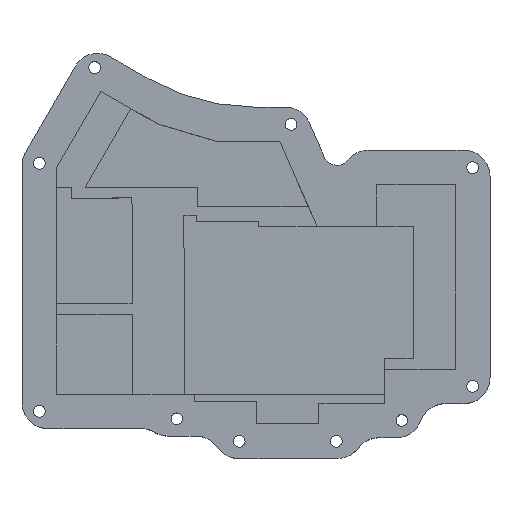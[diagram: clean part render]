
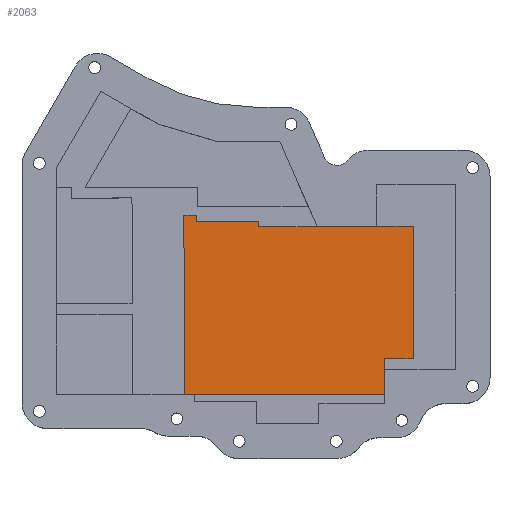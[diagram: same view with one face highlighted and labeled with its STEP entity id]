
A CAD part, top view. The second image highlights one B-rep face of the part: STEP entity #2063.
In plain terms, the highlighted planar face has unit normal (0, 0, 1).
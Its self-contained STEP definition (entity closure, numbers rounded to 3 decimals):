
#186=FACE_OUTER_BOUND('',#299,.T.);
#299=EDGE_LOOP('',(#1433,#1434,#1435,#1436,#1437,#1438,#1439,#1440,#1441,
#1442,#1443,#1444));
#450=LINE('',#3018,#669);
#453=LINE('',#3024,#672);
#456=LINE('',#3030,#675);
#459=LINE('',#3036,#678);
#462=LINE('',#3042,#681);
#466=LINE('',#3051,#685);
#469=LINE('',#3057,#688);
#472=LINE('',#3063,#691);
#474=LINE('',#3067,#693);
#475=LINE('',#3068,#694);
#476=LINE('',#3070,#695);
#477=LINE('',#3071,#696);
#669=VECTOR('',#2406,10.);
#672=VECTOR('',#2411,10.);
#675=VECTOR('',#2416,10.);
#678=VECTOR('',#2421,10.);
#681=VECTOR('',#2426,10.);
#685=VECTOR('',#2432,10.);
#688=VECTOR('',#2437,10.);
#691=VECTOR('',#2442,10.);
#693=VECTOR('',#2446,10.);
#694=VECTOR('',#2447,10.);
#695=VECTOR('',#2448,10.);
#696=VECTOR('',#2449,10.);
#882=VERTEX_POINT('',#3015);
#883=VERTEX_POINT('',#3017);
#885=VERTEX_POINT('',#3023);
#887=VERTEX_POINT('',#3029);
#889=VERTEX_POINT('',#3035);
#891=VERTEX_POINT('',#3041);
#894=VERTEX_POINT('',#3048);
#895=VERTEX_POINT('',#3050);
#897=VERTEX_POINT('',#3056);
#899=VERTEX_POINT('',#3062);
#900=VERTEX_POINT('',#3066);
#901=VERTEX_POINT('',#3069);
#1089=EDGE_CURVE('',#883,#882,#450,.T.);
#1092=EDGE_CURVE('',#885,#883,#453,.T.);
#1095=EDGE_CURVE('',#887,#885,#456,.T.);
#1098=EDGE_CURVE('',#889,#887,#459,.T.);
#1101=EDGE_CURVE('',#891,#889,#462,.T.);
#1105=EDGE_CURVE('',#895,#894,#466,.T.);
#1108=EDGE_CURVE('',#897,#895,#469,.T.);
#1111=EDGE_CURVE('',#899,#897,#472,.T.);
#1113=EDGE_CURVE('',#882,#900,#474,.T.);
#1114=EDGE_CURVE('',#900,#899,#475,.T.);
#1115=EDGE_CURVE('',#894,#901,#476,.T.);
#1116=EDGE_CURVE('',#901,#891,#477,.T.);
#1433=ORIENTED_EDGE('',*,*,#1113,.T.);
#1434=ORIENTED_EDGE('',*,*,#1114,.T.);
#1435=ORIENTED_EDGE('',*,*,#1111,.T.);
#1436=ORIENTED_EDGE('',*,*,#1108,.T.);
#1437=ORIENTED_EDGE('',*,*,#1105,.T.);
#1438=ORIENTED_EDGE('',*,*,#1115,.T.);
#1439=ORIENTED_EDGE('',*,*,#1116,.T.);
#1440=ORIENTED_EDGE('',*,*,#1101,.T.);
#1441=ORIENTED_EDGE('',*,*,#1098,.T.);
#1442=ORIENTED_EDGE('',*,*,#1095,.T.);
#1443=ORIENTED_EDGE('',*,*,#1092,.T.);
#1444=ORIENTED_EDGE('',*,*,#1089,.T.);
#1991=PLANE('',#2190);
#2063=ADVANCED_FACE('',(#186),#1991,.T.);
#2190=AXIS2_PLACEMENT_3D('',#3065,#2444,#2445);
#2406=DIRECTION('',(0.003,-1.,0.));
#2411=DIRECTION('',(-1.,-0.003,0.));
#2416=DIRECTION('',(-0.003,1.,0.));
#2421=DIRECTION('',(-1.,-0.003,0.));
#2426=DIRECTION('',(-0.003,1.,0.));
#2432=DIRECTION('',(-1.,0.,0.));
#2437=DIRECTION('',(0.,1.,0.));
#2442=DIRECTION('',(1.,0.,0.));
#2444=DIRECTION('center_axis',(0.,0.,1.));
#2445=DIRECTION('ref_axis',(1.,0.,0.));
#2446=DIRECTION('',(1.,0.,0.));
#2447=DIRECTION('',(0.,1.,0.));
#2448=DIRECTION('',(0.,-1.,0.));
#2449=DIRECTION('',(-1.,-0.003,0.));
#3015=CARTESIAN_POINT('',(68.298,40.392,-0.49));
#3017=CARTESIAN_POINT('',(68.127,92.186,-0.49));
#3018=CARTESIAN_POINT('',(68.298,40.392,-0.49));
#3023=CARTESIAN_POINT('',(71.698,92.198,-0.49));
#3024=CARTESIAN_POINT('',(71.698,92.198,-0.49));
#3029=CARTESIAN_POINT('',(71.705,90.198,-0.49));
#3030=CARTESIAN_POINT('',(71.705,90.198,-0.49));
#3035=CARTESIAN_POINT('',(89.705,90.257,-0.49));
#3036=CARTESIAN_POINT('',(89.705,90.257,-0.49));
#3041=CARTESIAN_POINT('',(89.71,88.757,-0.49));
#3042=CARTESIAN_POINT('',(89.71,88.757,-0.49));
#3048=CARTESIAN_POINT('',(123.943,88.901,-0.49));
#3050=CARTESIAN_POINT('',(134.431,88.901,-0.49));
#3051=CARTESIAN_POINT('',(123.943,88.901,-0.49));
#3056=CARTESIAN_POINT('',(134.431,50.604,-0.49));
#3057=CARTESIAN_POINT('',(134.431,88.901,-0.49));
#3062=CARTESIAN_POINT('',(126.182,50.604,-0.49));
#3063=CARTESIAN_POINT('',(134.431,50.604,-0.49));
#3065=CARTESIAN_POINT('Origin',(101.279,66.295,-0.49));
#3066=CARTESIAN_POINT('',(126.182,40.392,-0.49));
#3067=CARTESIAN_POINT('',(71.107,40.392,-0.49));
#3068=CARTESIAN_POINT('',(126.182,47.604,-0.49));
#3069=CARTESIAN_POINT('',(123.943,88.871,-0.49));
#3070=CARTESIAN_POINT('',(123.943,88.871,-0.49));
#3071=CARTESIAN_POINT('',(106.709,88.814,-0.49));
